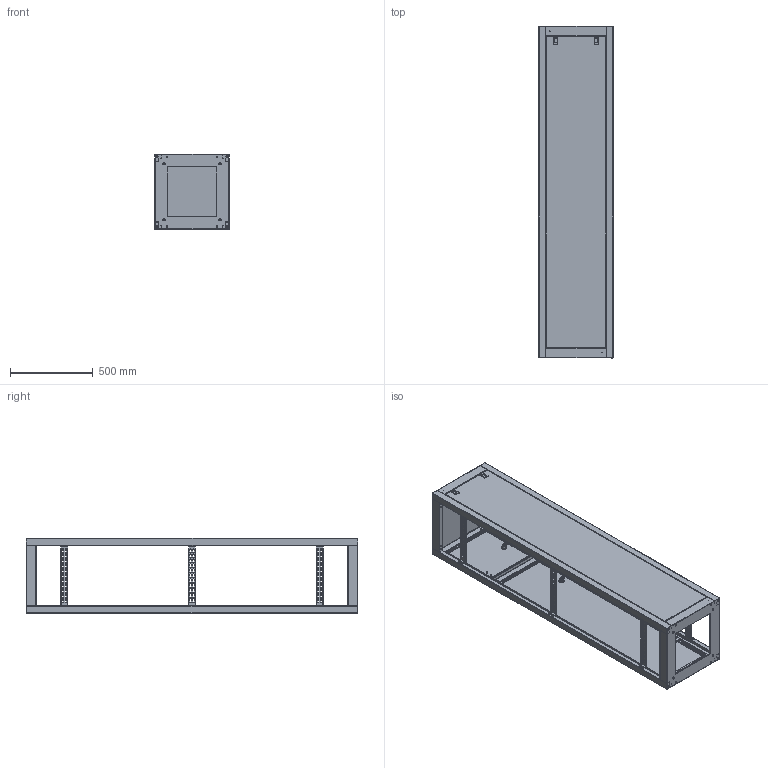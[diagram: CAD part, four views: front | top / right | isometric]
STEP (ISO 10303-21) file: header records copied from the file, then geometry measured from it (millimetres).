
FILE_DESCRIPTION (( 'STEP AP214' ), '1' );
FILE_NAME ('Êàðêàñ ÂÐÓ 2 IP31 2000õ450õ450.STEP', '2021-02-10T10:34:28', ( '' ), ( '' ), 'SwSTEP 2.0', 'SolidWorks 2021', '' );
FILE_SCHEMA (( 'AUTOMOTIVE_DESIGN' ));
Length unit declared in the file: millimetre
Products named in the file (27): pan head cross recess screw_din_DIN EN ISO 7045 - M6 x 16 - Z - 16N; Çàêëåïêà ãàå÷íàÿ Ì6; ﾂﾐﾓ-2.20.45.01.001 ﾄ粢 湜跫_1800*600; hex nut gradec_bsi_BS EN 24034 - M8 - N; Ñòåíêà çàäíÿÿ ÂÐÓ-1.20.45.02.000 ÑÁ; ��-559.01.00.000 ������ ��_���-1 600�450; hex screw gradeab_bsi_BS EN 24017 - M8 x 16-N; Ñòåíêà çàäíÿÿ ÂÐÓ-1.20.45.02.001; pan head cross recess screw_din_DIN EN ISO 7045 - M4 x 16 - Z - 16N; Øïèëüêà Ì6õ12; ﾌﾈ-557.01.01.000 ﾄ濵 ﾑﾁ; ÌÈ-989.01.00.000 ÑÁ Ïåðåìû÷êà; Çàêëåïêà ãàå÷íàÿ Ì6 UNI 9203; ﾌﾈ-557.01.01.001 ﾄ濵; ÌÈ-557.01.02.000 Êðûøà â ñáîðå; ÌÈ-556.01.00.002 ñòîéêà óãëîâàÿ_2000; plain washer form a_bsi_Bright washer BS 4320 - M8 (Form A); Çàêë¸ïêà Ì4; Êàðêàñ ÂÐÓ 2 IP31 2000õ450õ450; ÂÐÓ-2.18.45.01.001 Ïåðåìû÷êà; ÂÐÓ-2.18.45.02.000 Äâåðü âåðõíÿÿ ÑÁ; Ðåéêà; ﾂﾐﾓ-2.20.45.01.000 ﾄ粢 湜跫 ﾑﾁ; Ðó÷êà çàùåëêà Atos KS01.12.35; ﾌﾈ-557.01.00.001 ﾊ; ÂÐÓ-2.18.45.02.001 Äâåðü âåðõíÿÿ_1800*600; Çàìîê áîëüøîé
Assembly tree (108 placements, depth 4):
  Êàðêàñ ÂÐÓ 2 IP31 2000õ450õ450
    ��-559.01.00.000 ������ ��_���-1 600�450
      ÌÈ-556.01.00.002 ñòîéêà óãëîâàÿ_2000  x4
      ÌÈ-557.01.02.000 Êðûøà â ñáîðå
        ﾌﾈ-557.01.00.001 ﾊ
        Øïèëüêà Ì6õ12
      ﾌﾈ-557.01.01.000 ﾄ濵 ﾑﾁ
        ﾌﾈ-557.01.01.001 ﾄ濵
        Øïèëüêà Ì6õ12
    Ñòåíêà çàäíÿÿ ÂÐÓ-1.20.45.02.000 ÑÁ
      Ñòåíêà çàäíÿÿ ÂÐÓ-1.20.45.02.001
      Çàêë¸ïêà Ì4  x2
      Ðó÷êà çàùåëêà Atos KS01.12.35  x2
      pan head cross recess screw_din_DIN EN ISO 7045 - M4 x 16 - Z - 16N  x2
    Ðåéêà  x6
    pan head cross recess screw_din_DIN EN ISO 7045 - M6 x 16 - Z - 16N  x28
    ÌÈ-989.01.00.000 ÑÁ Ïåðåìû÷êà
      ÂÐÓ-2.18.45.01.001 Ïåðåìû÷êà
      Øïèëüêà Ì6õ12  x2
    ÂÐÓ-2.18.45.02.000 Äâåðü âåðõíÿÿ ÑÁ
      ÂÐÓ-2.18.45.02.001 Äâåðü âåðõíÿÿ_1800*600
      Çàìîê áîëüøîé
      Øïèëüêà Ì6õ12  x2
      Çàêëåïêà ãàå÷íàÿ Ì6  x2
    ﾂﾐﾓ-2.20.45.01.000 ﾄ粢 湜跫 ﾑﾁ
      ﾂﾐﾓ-2.20.45.01.001 ﾄ粢 湜跫_1800*600
      Çàìîê áîëüøîé  x2
      Øïèëüêà Ì6õ12  x2
      Çàêëåïêà ãàå÷íàÿ Ì6  x2
    Çàêëåïêà ãàå÷íàÿ Ì6 UNI 9203  x24
    hex screw gradeab_bsi_BS EN 24017 - M8 x 16-N  x4
    hex nut gradec_bsi_BS EN 24034 - M8 - N  x4
    plain washer form a_bsi_Bright washer BS 4320 - M8 (Form A)  x4
Bounding box: 450 x 2002 x 458.04 mm (x, y, z)
Volume: 3515841.2 mm3; surface area: 6882977.5 mm2
Topology: 101 solids, 116 shells, 4444 faces, 10639 edges, 6513 vertices
Faces by surface type: plane 2039, cylinder 1524, cone 530, torus 240, sphere 60, bspline 51
Entity records: 41535 total; most frequent: CARTESIAN_POINT 9547, DIRECTION 6317, ORIENTED_EDGE 5856, EDGE_CURVE 2928, AXIS2_PLACEMENT_3D 2276, VERTEX_POINT 1777, LINE 1765, VECTOR 1765
